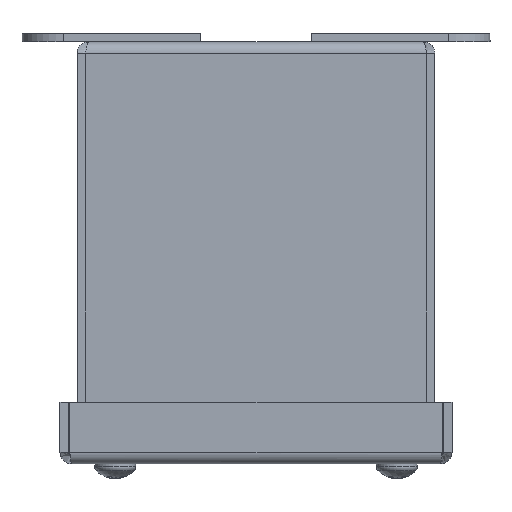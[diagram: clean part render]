
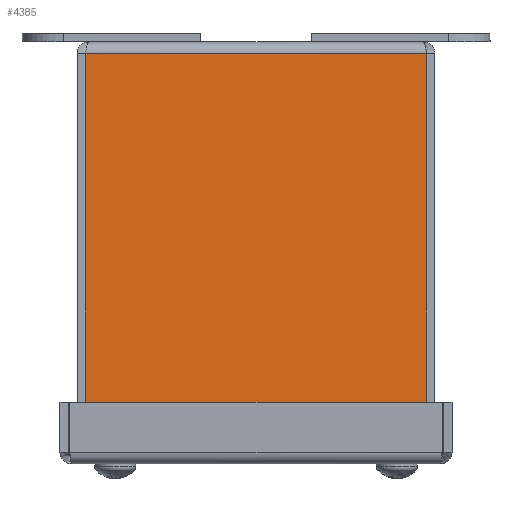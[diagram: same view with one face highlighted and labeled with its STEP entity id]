
A CAD part, front view. The second image highlights one B-rep face of the part: STEP entity #4385.
In plain terms, the highlighted face is planar.
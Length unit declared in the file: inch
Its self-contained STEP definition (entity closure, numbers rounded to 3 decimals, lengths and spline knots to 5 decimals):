
#283=LINE('',#6309,#657);
#342=LINE('',#6442,#716);
#345=LINE('',#6449,#719);
#349=LINE('',#6456,#723);
#351=LINE('',#6460,#725);
#352=LINE('',#6462,#726);
#353=LINE('',#6464,#727);
#354=LINE('',#6466,#728);
#355=LINE('',#6468,#729);
#356=LINE('',#6470,#730);
#357=LINE('',#6472,#731);
#358=LINE('',#6473,#732);
#657=VECTOR('',#5108,1.93859);
#716=VECTOR('',#5233,0.0002);
#719=VECTOR('',#5238,0.03145);
#723=VECTOR('',#5244,0.0002);
#725=VECTOR('',#5248,0.0002);
#726=VECTOR('',#5249,0.0002);
#727=VECTOR('',#5250,0.03145);
#728=VECTOR('',#5251,0.5808);
#729=VECTOR('',#5252,3.32075);
#730=VECTOR('',#5253,3.10059);
#731=VECTOR('',#5254,3.32075);
#732=VECTOR('',#5255,0.5808);
#1031=PLANE('',#4676);
#1272=FACE_OUTER_BOUND('',#1546,.T.);
#1546=EDGE_LOOP('',(#3116,#3117,#3118,#3119,#3120,#3121,#3122,#3123,#3124,
#3125,#3126,#3127));
#1992=VERTEX_POINT('',#6306);
#1993=VERTEX_POINT('',#6308);
#2034=VERTEX_POINT('',#6441);
#2036=VERTEX_POINT('',#6447);
#2037=VERTEX_POINT('',#6448);
#2040=VERTEX_POINT('',#6459);
#2041=VERTEX_POINT('',#6461);
#2042=VERTEX_POINT('',#6463);
#2043=VERTEX_POINT('',#6465);
#2044=VERTEX_POINT('',#6467);
#2045=VERTEX_POINT('',#6469);
#2046=VERTEX_POINT('',#6471);
#2377=EDGE_CURVE('',#1993,#1992,#283,.T.);
#2443=EDGE_CURVE('',#2034,#1993,#342,.T.);
#2446=EDGE_CURVE('',#2036,#2037,#345,.T.);
#2450=EDGE_CURVE('',#2037,#2034,#349,.T.);
#2452=EDGE_CURVE('',#1992,#2040,#351,.T.);
#2453=EDGE_CURVE('',#2040,#2041,#352,.T.);
#2454=EDGE_CURVE('',#2041,#2042,#353,.T.);
#2455=EDGE_CURVE('',#2043,#2042,#354,.T.);
#2456=EDGE_CURVE('',#2044,#2043,#355,.T.);
#2457=EDGE_CURVE('',#2044,#2045,#356,.T.);
#2458=EDGE_CURVE('',#2046,#2045,#357,.T.);
#2459=EDGE_CURVE('',#2036,#2046,#358,.T.);
#3116=ORIENTED_EDGE('',*,*,#2446,.T.);
#3117=ORIENTED_EDGE('',*,*,#2450,.T.);
#3118=ORIENTED_EDGE('',*,*,#2443,.T.);
#3119=ORIENTED_EDGE('',*,*,#2377,.T.);
#3120=ORIENTED_EDGE('',*,*,#2452,.T.);
#3121=ORIENTED_EDGE('',*,*,#2453,.T.);
#3122=ORIENTED_EDGE('',*,*,#2454,.T.);
#3123=ORIENTED_EDGE('',*,*,#2455,.F.);
#3124=ORIENTED_EDGE('',*,*,#2456,.F.);
#3125=ORIENTED_EDGE('',*,*,#2457,.T.);
#3126=ORIENTED_EDGE('',*,*,#2458,.F.);
#3127=ORIENTED_EDGE('',*,*,#2459,.F.);
#4385=ADVANCED_FACE('',(#1272),#1031,.F.);
#4676=AXIS2_PLACEMENT_3D('',#6458,#5246,#5247);
#5108=DIRECTION('',(0.,1.,0.));
#5233=DIRECTION('',(0.,0.,1.));
#5238=DIRECTION('',(0.,0.,-1.));
#5244=DIRECTION('',(0.,1.,0.));
#5246=DIRECTION('center_axis',(1.,0.,0.));
#5247=DIRECTION('ref_axis',(0.,0.,
-1.));
#5248=DIRECTION('',(0.,0.,-1.));
#5249=DIRECTION('',(0.,1.,0.));
#5250=DIRECTION('',(0.,0.,1.));
#5251=DIRECTION('',(0.,-1.,0.));
#5252=DIRECTION('',(0.,0.,1.));
#5253=DIRECTION('',(0.,-1.,0.));
#5254=DIRECTION('',(0.,0.,-1.));
#5255=DIRECTION('',(0.,-1.,0.));
#6306=CARTESIAN_POINT('',(0.,2.59429,3.39475));
#6308=CARTESIAN_POINT('',(0.,0.65571,3.39475));
#6309=CARTESIAN_POINT('',(0.,1.14035,3.39475));
#6441=CARTESIAN_POINT('',(0.,0.65571,3.39455));
#6442=CARTESIAN_POINT('',(0.,0.65571,2.55847));
#6447=CARTESIAN_POINT('',(0.,0.65551,3.426));
#6448=CARTESIAN_POINT('',(0.,0.65551,3.39455));
#6449=CARTESIAN_POINT('',(0.,0.65551,2.57419));
#6456=CARTESIAN_POINT('',(0.,1.14025,3.39455));
#6458=CARTESIAN_POINT('Origin',(0.,1.625,1.72239));
#6459=CARTESIAN_POINT('',(0.,2.59429,3.39455));
#6460=CARTESIAN_POINT('',(0.,2.59429,2.57419));
#6461=CARTESIAN_POINT('',(0.,2.59449,3.39455));
#6462=CARTESIAN_POINT('',(0.,2.10965,3.39455));
#6463=CARTESIAN_POINT('',(0.,2.59449,3.426));
#6464=CARTESIAN_POINT('',(0.,2.59449,2.55847));
#6465=CARTESIAN_POINT('',(0.,3.17529,3.426));
#6466=CARTESIAN_POINT('',(0.,3.17529,3.426));
#6467=CARTESIAN_POINT('',(0.,3.17529,0.10525));
#6468=CARTESIAN_POINT('',(0.,3.17529,0.10525));
#6469=CARTESIAN_POINT('',(0.,0.07471,0.10525));
#6470=CARTESIAN_POINT('',(0.,1.625,0.10525));
#6471=CARTESIAN_POINT('',(0.,0.07471,3.426));
#6472=CARTESIAN_POINT('',(0.,0.07471,0.10525));
#6473=CARTESIAN_POINT('',(0.,3.17529,3.426));
